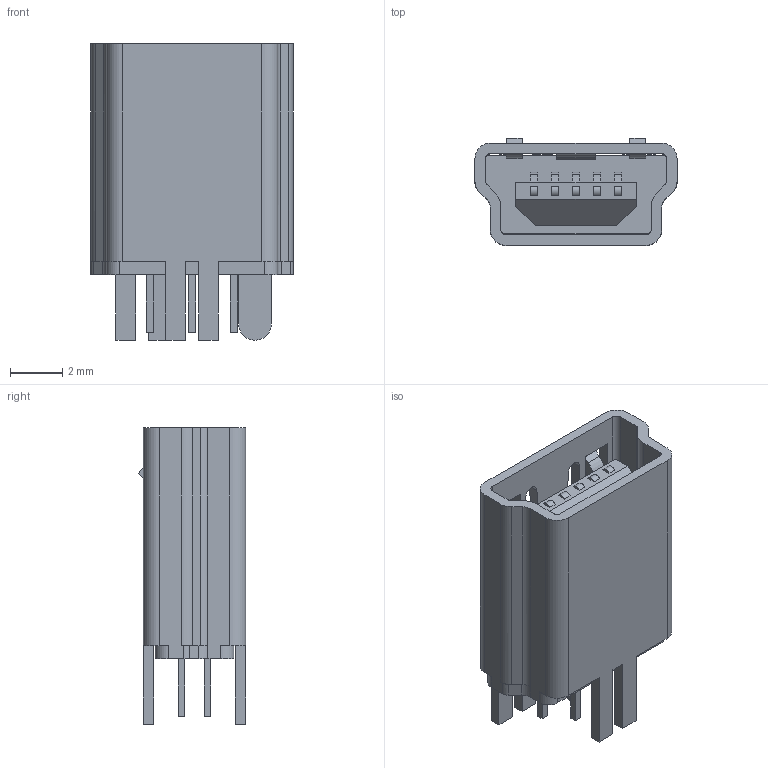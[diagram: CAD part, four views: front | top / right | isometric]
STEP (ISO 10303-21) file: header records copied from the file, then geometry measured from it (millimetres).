
FILE_DESCRIPTION(('FreeCAD Model'),'2;1');
FILE_NAME('C-1734753-1.step','2018-03-10T21:34:37',( 'kicad StepUp'),('ksu MCAD'),'Open CASCADE STEP processor 6.8', 'FreeCAD','Unknown');
FILE_SCHEMA(('AUTOMOTIVE_DESIGN_CC2 { 1 2 10303 214 -1 1 5 4 }'));
Length unit declared in the file: millimetre
Products named in the file (2): ASSEMBLY; C-1734753-1
Assembly tree (1 placements, depth 2):
  ASSEMBLY
    C-1734753-1
Bounding box: 7.7 x 4.09 x 11.3 mm (x, y, z)
Volume: 158.6 mm3; surface area: 528.7 mm2
Topology: 1 solids, 1 shells, 205 faces, 555 edges, 366 vertices
Faces by surface type: plane 153, cylinder 52
Entity records: 7933 total; most frequent: CARTESIAN_POINT 1207, ORIENTED_EDGE 1110, DIRECTION 1057, EDGE_CURVE 555, LINE 435, VECTOR 435, VERTEX_POINT 366, AXIS2_PLACEMENT_3D 311
